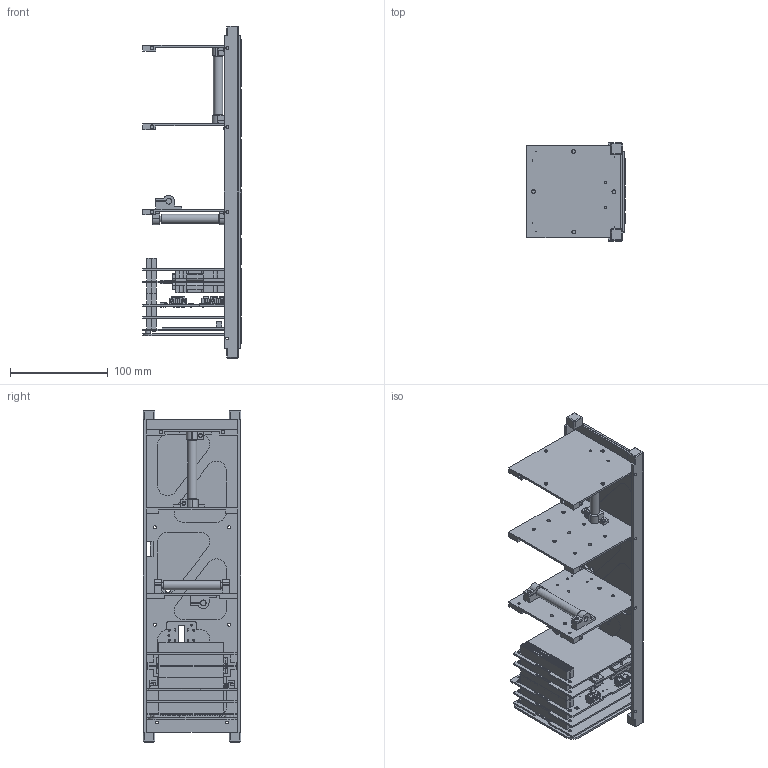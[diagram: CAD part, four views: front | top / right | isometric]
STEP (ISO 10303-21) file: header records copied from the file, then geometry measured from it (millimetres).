
FILE_DESCRIPTION(/* description */ (''),/* implementation_level */ '2;1');
FILE_NAME(/* name */ 'solar array1 model.stp',/* time_stamp */ '2019-06-07T14:46:00-04:00',/* author */ (''),/* organization */ (''),/* preprocessor_version */ 'ST-DEVELOPER v16',/* originating_system */ 'SIEMENS PLM Software NX 11.0',/* authorisation */ '');
FILE_SCHEMA (('AUTOMOTIVE_DESIGN { 1 0 10303 214 3 1 1 1 }'));
Length unit declared in the file: millimetre
Products named in the file (98): Extruded77256; Extruded76833; Extruded76382; Extruded75987; Extruded75592; Extruded29719; Extruded29240; Extruded28817; Extruded28422; Extruded27981; T2M-105-01-X-D-RA; 777151136; LIPO_Battery_QB50; BoardPCB1_done2; U480BD_Battery_bd; U480BD; NanoAvionicsUHFRadio; Overhead; SolarCellRegion; terminalpoint; VerticalMagnetorquerHolderV2; SAMTEC-ESQ-126-39-G-D; HeatSink; HorizontalMagnetorquerHolderV2; Torquer_Rod; SolarPanel1; MainLink4; MainLink3; MainLink1; SideRail Left; Onecell; SolarPanel1WCell; V_Mag_asm; Bottom Network; NanoAvionicsACSBoard_MODEL; Clamp_MODEL; BATTERYboard_MODEL; NanoAvionicsOBCBoard_MODEL; 777151408; Q76PCB1_done2 ...
Assembly tree (222 placements, depth 8):
  Cubesat V10 copy
    Top Network
      MainLink1
      H_Mag_asm  x2
        Torquer_Rod
        HorizontalMagnetorquerHolderV2
      Boards Assembly
        NanoAvionicsTxRxBoard
          SAMTEC-ESQ-126-39-G-D  x2
          NanoAvionicsUHFRadio
          U480BD
        HeatSink
        NanoAvionicsPOWERBoard_MODEL
          SAMTEC-ESQ-126-39-G-D  x2
          Power-Distrubution-board-cad_step
            BoardPCB1_done2
            R716PCB1_done2
              777151136  x2
              777151272
                Extruded27981
            R713PCB1_done2
              777151136  x2
              777151272
                Extruded27981
            U72PCB1_done2
              777152088
                Extruded28422
            Q78PCB1_done2
              777151408
                Extruded28817
            Q77PCB1_done2
              777151408
                Extruded28817
            Q75PCB1_done2
              777151680
                Extruded29240
            Q74PCB1_done2
              777151680
                Extruded29240
            Q73PCB1_done2
              777151680
                Extruded29240
            Q72PCB1_done2
              777151680
                Extruded29240
            D73PCB1_done2
              777151544
                Extruded29719
            D72PCB1_done2
              777151544
                Extruded29719
            D82PCB1_done2
              777151544
                Extruded29719
            D83PCB1_done2
              777151544
                Extruded29719
            P1PCB1_done2
              T2M-105-01-X-D-RA
            P2PCB1_done2
Bounding box: 100.67 x 100 x 340 mm (x, y, z)
Volume: 526705.4 mm3; surface area: 494214.5 mm2
Topology: 286 solids, 322 shells, 11401 faces, 29056 edges, 19442 vertices
Faces by surface type: plane 9905, cylinder 1414, cone 42, torus 32, sphere 8
Full cylindrical faces by diameter (mm): 0.508 x5, 0.762 x25, 0.813 x60, 0.9 x102, 1 x8, 1.016 x4, 1.6 x2, 1.8 x7, 2 x4, 2.4 x2, 2.5 x10, 3 x36, 3.4 x24, 3.454 x1, 3.5 x21, 3.7 x16, 4.2 x4, 4.51 x1, 5 x1, 5.1 x4, 5.75 x6, 6.4 x1, 9.38 x3
Entity records: 63779 total; most frequent: CARTESIAN_POINT 11071, DIRECTION 10322, ORIENTED_EDGE 9684, EDGE_CURVE 5008, LINE 3876, VECTOR 3876, VERTEX_POINT 3425, AXIS2_PLACEMENT_3D 3223
